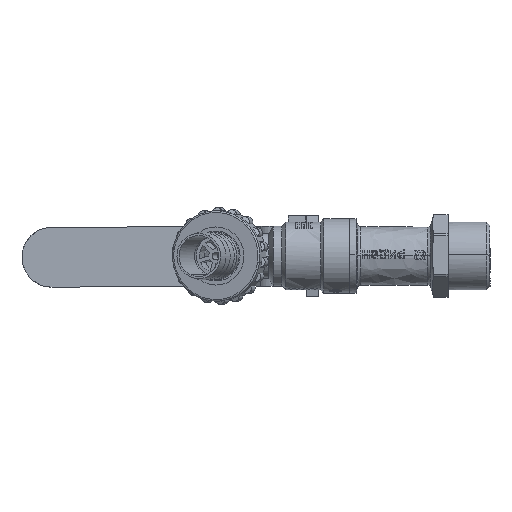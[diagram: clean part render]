
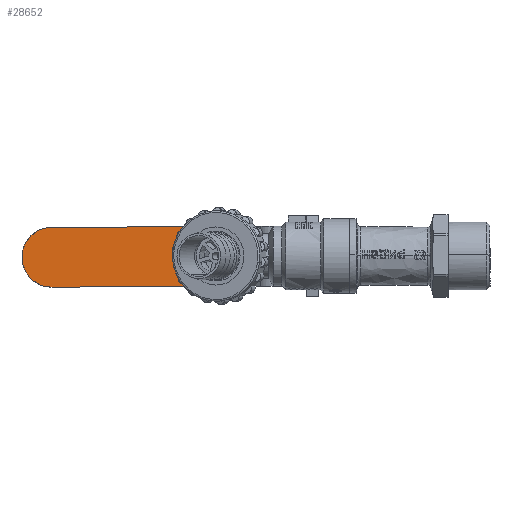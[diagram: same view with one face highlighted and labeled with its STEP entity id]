
A CAD part, front view. The second image highlights one B-rep face of the part: STEP entity #28652.
In plain terms, the highlighted free-form (B-spline) face has degree [1, 1] with [2, 2] control points.
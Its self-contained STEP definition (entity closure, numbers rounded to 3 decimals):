
#28539=CARTESIAN_POINT('',(80.75,12.99,-9.26));
#28540=VERTEX_POINT('',#28539);
#28546=CARTESIAN_POINT('',(32.985,12.99,-9.26));
#28547=VERTEX_POINT('',#28546);
#28548=CARTESIAN_POINT('',(80.75,12.99,-9.26));
#28549=CARTESIAN_POINT('',(32.985,12.99,-9.26));
#28550=B_SPLINE_CURVE_WITH_KNOTS('',1,(#28548,#28549),.POLYLINE_FORM.,.F.,.U.,(2,2),(0.,0.976),.UNSPECIFIED.);
#28551=EDGE_CURVE('',#28540,#28547,#28550,.T.);
#28582=CARTESIAN_POINT('',(32.985,12.99,9.26));
#28583=VERTEX_POINT('',#28582);
#28592=CARTESIAN_POINT('',(32.985,12.99,9.26));
#28593=CARTESIAN_POINT('',(32.985,12.99,-9.26));
#28594=B_SPLINE_CURVE_WITH_KNOTS('',1,(#28592,#28593),.POLYLINE_FORM.,.F.,.U.,(2,2),(0.,1.),.UNSPECIFIED.);
#28595=EDGE_CURVE('',#28583,#28547,#28594,.T.);
#28600=CARTESIAN_POINT('',(32.985,12.99,-9.26));
#28601=CARTESIAN_POINT('',(90.352,12.99,-9.26));
#28602=CARTESIAN_POINT('',(32.985,12.99,9.26));
#28603=CARTESIAN_POINT('',(90.352,12.99,9.26));
#28604=B_SPLINE_SURFACE_WITH_KNOTS('',1,1,((#28600,#28601),(#28602,#28603)),.PLANE_SURF.,.F.,.F.,.U.,(2,2),(2,2),(0.,1.),(0.,1.),.UNSPECIFIED.);
#28605=ORIENTED_EDGE('',*,*,#28595,.F.);
#28606=CARTESIAN_POINT('',(80.75,12.99,9.26));
#28607=VERTEX_POINT('',#28606);
#28608=CARTESIAN_POINT('',(32.985,12.99,9.26));
#28609=CARTESIAN_POINT('',(80.75,12.99,9.26));
#28610=B_SPLINE_CURVE_WITH_KNOTS('',1,(#28608,#28609),.POLYLINE_FORM.,.F.,.U.,(2,2),(0.,0.833),.UNSPECIFIED.);
#28611=EDGE_CURVE('',#28583,#28607,#28610,.T.);
#28612=ORIENTED_EDGE('',*,*,#28611,.T.);
#28613=CARTESIAN_POINT('',(80.75,12.99,9.26));
#28614=CARTESIAN_POINT('',(81.662,12.99,9.26));
#28615=CARTESIAN_POINT('',(82.557,12.99,9.082));
#28616=CARTESIAN_POINT('',(83.451,12.99,8.904));
#28617=CARTESIAN_POINT('',(84.294,12.99,8.555));
#28618=CARTESIAN_POINT('',(85.136,12.99,8.206));
#28619=CARTESIAN_POINT('',(85.895,12.99,7.699));
#28620=CARTESIAN_POINT('',(86.653,12.99,7.193));
#28621=CARTESIAN_POINT('',(87.298,12.99,6.548));
#28622=CARTESIAN_POINT('',(87.943,12.99,5.903));
#28623=CARTESIAN_POINT('',(88.449,12.99,5.145));
#28624=CARTESIAN_POINT('',(88.956,12.99,4.386));
#28625=CARTESIAN_POINT('',(89.305,12.99,3.544));
#28626=CARTESIAN_POINT('',(89.654,12.99,2.701));
#28627=CARTESIAN_POINT('',(89.832,12.99,1.807));
#28628=CARTESIAN_POINT('',(90.01,12.99,0.912));
#28629=CARTESIAN_POINT('',(90.01,12.99,0.));
#28630=CARTESIAN_POINT('',(90.01,12.99,-0.912));
#28631=CARTESIAN_POINT('',(89.832,12.99,-1.807));
#28632=CARTESIAN_POINT('',(89.654,12.99,-2.701));
#28633=CARTESIAN_POINT('',(89.305,12.99,-3.544));
#28634=CARTESIAN_POINT('',(88.956,12.99,-4.386));
#28635=CARTESIAN_POINT('',(88.449,12.99,-5.145));
#28636=CARTESIAN_POINT('',(87.943,12.99,-5.903));
#28637=CARTESIAN_POINT('',(87.298,12.99,-6.548));
#28638=CARTESIAN_POINT('',(86.653,12.99,-7.193));
#28639=CARTESIAN_POINT('',(85.895,12.99,-7.699));
#28640=CARTESIAN_POINT('',(85.136,12.99,-8.206));
#28641=CARTESIAN_POINT('',(84.294,12.99,-8.555));
#28642=CARTESIAN_POINT('',(83.451,12.99,-8.904));
#28643=CARTESIAN_POINT('',(82.557,12.99,-9.082));
#28644=CARTESIAN_POINT('',(81.662,12.99,-9.26));
#28645=CARTESIAN_POINT('',(80.75,12.99,-9.26));
#28646=B_SPLINE_CURVE_WITH_KNOTS('',2,(#28613,#28614,#28615,#28616,#28617,#28618,#28619,#28620,#28621,#28622,#28623,#28624,#28625,#28626,#28627,#28628,#28629,#28630,#28631,#28632,#28633,#28634,#28635,#28636,#28637,#28638,#28639,#28640,#28641,#28642,#28643,#28644,#28645),.UNSPECIFIED.,.F.,.U.,(3,2,2,2,2,2,2,2,2,2,2,2,2,2,2,2,3),(0.,0.063,0.125,0.188,0.25,0.313,0.375,0.438,0.5,0.563,0.625,0.688,0.75,0.813,0.875,0.938,1.),.UNSPECIFIED.);
#28647=EDGE_CURVE('',#28607,#28540,#28646,.T.);
#28648=ORIENTED_EDGE('',*,*,#28647,.T.);
#28649=ORIENTED_EDGE('',*,*,#28551,.T.);
#28650=EDGE_LOOP('',(#28605,#28612,#28648,#28649));
#28651=FACE_OUTER_BOUND('',#28650,.F.);
#28652=ADVANCED_FACE('',(#28651),#28604,.F.);
